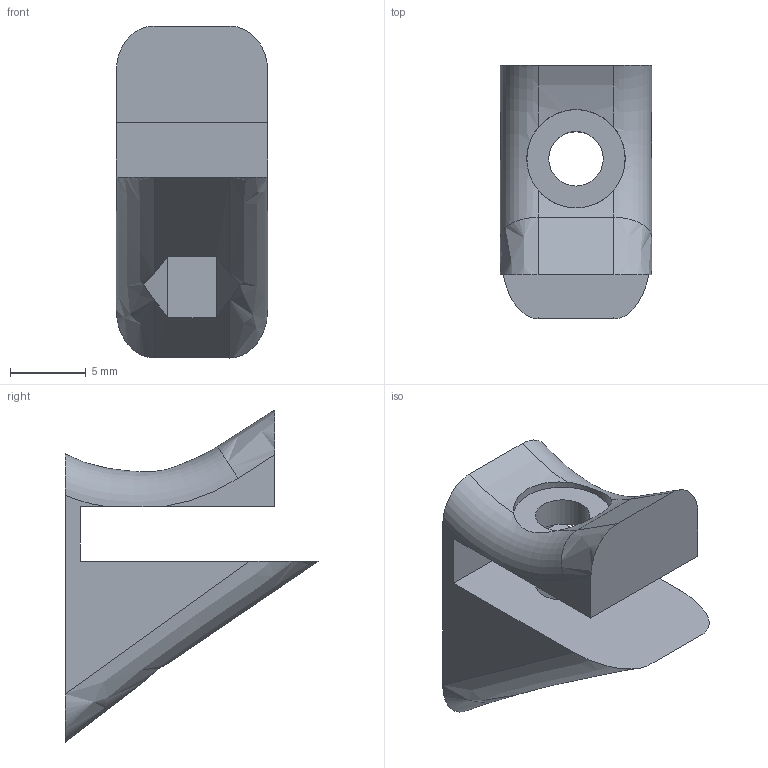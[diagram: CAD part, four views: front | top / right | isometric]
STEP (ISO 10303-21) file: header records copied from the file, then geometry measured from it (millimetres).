
FILE_DESCRIPTION(/* description */ ('Unknown'),/* implementation_level */ '2;1');
FILE_NAME(/* name */ 'Adapter_2_2',/* time_stamp */ '2024-02-06T09:32:26+01:00',/* author */ ('Unknown'),/* organization */ ('Unknown'),/* preprocessor_version */ 'ST-DEVELOPER v18.102',/* originating_system */ 'Solid Edge',/* authorisation */ 'Unknown');
FILE_SCHEMA (('AUTOMOTIVE_DESIGN {1 0 10303 214 3 1 1}'));
Length unit declared in the file: millimetre
Products named in the file (1): Adapter_2_2
Bounding box: 10 x 16.77 x 21.94 mm (x, y, z)
Volume: 1223.8 mm3; surface area: 1232.3 mm2
Topology: 1 solids, 1 shells, 31 faces, 87 edges, 58 vertices
Faces by surface type: plane 17, bspline 7, cylinder 5, torus 2
Full cylindrical faces by diameter (mm): 3.6 x2, 6.5 x1
Entity records: 1112 total; most frequent: CARTESIAN_POINT 377, ORIENTED_EDGE 162, DIRECTION 114, EDGE_CURVE 81, VERTEX_POINT 55, AXIS2_PLACEMENT_3D 40, EDGE_LOOP 38, FACE_BOUND 38
